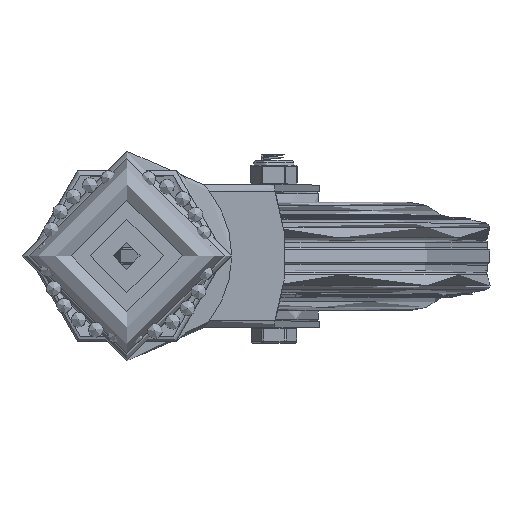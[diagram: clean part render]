
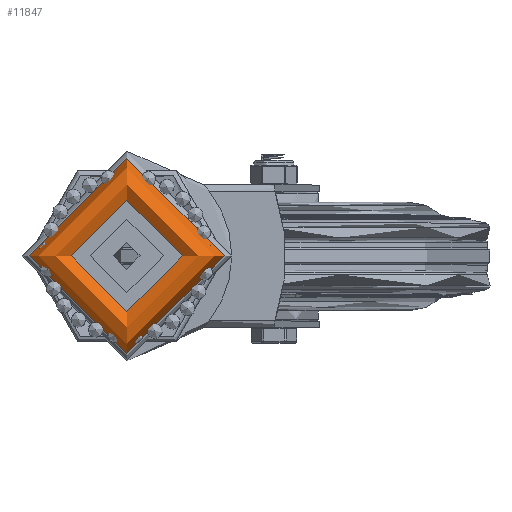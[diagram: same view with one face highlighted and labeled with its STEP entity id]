
A CAD part, top view. The second image highlights one B-rep face of the part: STEP entity #11847.
In plain terms, the highlighted toroidal (fillet/blend) face has major radius 33.592 mm and minor radius 11.728 mm.
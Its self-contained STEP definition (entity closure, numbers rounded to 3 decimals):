
#1465=TOROIDAL_SURFACE('',#12765,33.592,11.728);
#1674=FACE_OUTER_BOUND('',#2427,.T.);
#2427=EDGE_LOOP('',(#8107,#8108,#8109,#8110));
#4420=CIRCLE('',#12760,45.);
#4424=CIRCLE('',#12766,11.728);
#4425=CIRCLE('',#12767,25.75);
#5120=VERTEX_POINT('',#17310);
#5124=VERTEX_POINT('',#17322);
#6255=EDGE_CURVE('',#5120,#5120,#4420,.T.);
#6261=EDGE_CURVE('',#5120,#5124,#4424,.T.);
#6262=EDGE_CURVE('',#5124,#5124,#4425,.T.);
#8107=ORIENTED_EDGE('',*,*,#6255,.T.);
#8108=ORIENTED_EDGE('',*,*,#6261,.T.);
#8109=ORIENTED_EDGE('',*,*,#6262,.T.);
#8110=ORIENTED_EDGE('',*,*,#6261,.F.);
#11847=ADVANCED_FACE('',(#1674),#1465,.T.);
#12760=AXIS2_PLACEMENT_3D('',#17311,#14084,#14085);
#12765=AXIS2_PLACEMENT_3D('',#17321,#14096,#14097);
#12766=AXIS2_PLACEMENT_3D('',#17323,#14098,#14099);
#12767=AXIS2_PLACEMENT_3D('',#17324,#14100,#14101);
#14084=DIRECTION('center_axis',(0.,0.,1.));
#14085=DIRECTION('ref_axis',(1.,0.,0.));
#14096=DIRECTION('center_axis',(0.,0.,-1.));
#14097=DIRECTION('ref_axis',(-1.,0.,0.));
#14098=DIRECTION('center_axis',(0.,-1.,0.));
#14099=DIRECTION('ref_axis',(1.,0.,0.));
#14100=DIRECTION('center_axis',(0.,0.,-1.));
#14101=DIRECTION('ref_axis',(-1.,0.,0.));
#17310=CARTESIAN_POINT('',(45.,0.,1.));
#17311=CARTESIAN_POINT('Origin',(0.,0.,1.));
#17321=CARTESIAN_POINT('Origin',(0.,0.,-1.721));
#17322=CARTESIAN_POINT('',(25.75,0.,7.));
#17323=CARTESIAN_POINT('Origin',(33.592,0.,
-1.721));
#17324=CARTESIAN_POINT('Origin',(0.,0.,7.));
